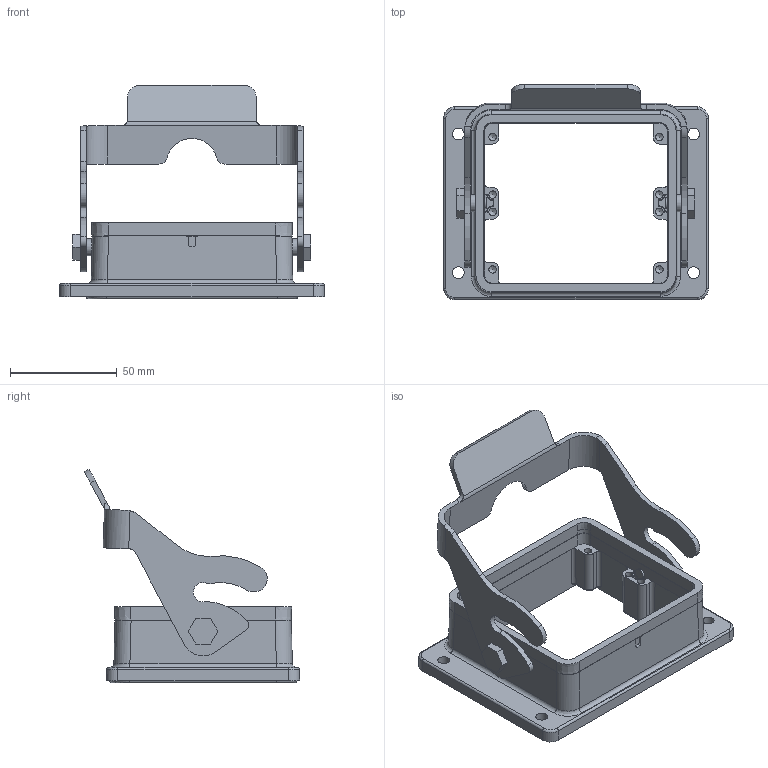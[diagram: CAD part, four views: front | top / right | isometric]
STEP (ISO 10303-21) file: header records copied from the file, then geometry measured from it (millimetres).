
FILE_DESCRIPTION(/* description */ (''),/* implementation_level */ '2;1');
FILE_NAME(/* name */ 'H32B-BK-1L.stp',/* time_stamp */ '2022-09-04T10:28:01+08:00',/* author */ (''),/* organization */ (''),/* preprocessor_version */ 'ST-DEVELOPER v16',/* originating_system */ 'SIEMENS PLM Software NX 10.0',/* authorisation */ '');
FILE_SCHEMA (('AUTOMOTIVE_DESIGN { 1 0 10303 214 3 1 1 1 }'));
Length unit declared in the file: millimetre
Products named in the file (1): Admi14A87516cptz
Bounding box: 124 x 100.71 x 99.94 mm (x, y, z)
Volume: 89391.5 mm3; surface area: 56748.3 mm2
Topology: 1 solids, 2 shells, 426 faces, 1115 edges, 696 vertices
Faces by surface type: cylinder 165, plane 149, bspline 56, torus 20, extrusion 20, cone 16
Full cylindrical faces by diameter (mm): 3.5 x8, 5 x4, 5.5 x4, 8 x4
Entity records: 14443 total; most frequent: CARTESIAN_POINT 4338, ORIENTED_EDGE 2110, DIRECTION 2061, EDGE_CURVE 1055, AXIS2_PLACEMENT_3D 761, VERTEX_POINT 684, VECTOR 539, LINE 519
